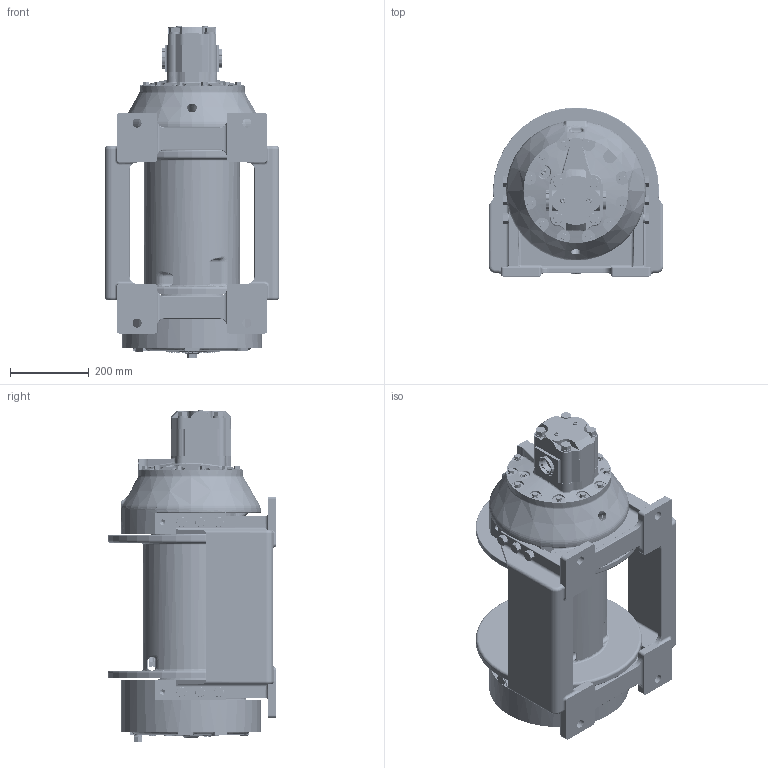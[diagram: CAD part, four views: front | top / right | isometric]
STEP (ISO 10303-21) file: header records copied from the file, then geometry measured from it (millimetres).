
FILE_DESCRIPTION((''),'2;1');
FILE_NAME('TWG-TEMP','2020-10-11T19:11:30',('Administrator'),(''),'CREO PARAMETRIC BY PTC INC, 2019030','CREO PARAMETRIC BY PTC INC, 2019030','');
FILE_SCHEMA(('AUTOMOTIVE_DESIGN { 1 0 10303 214 1 1 1 1 }'));
Length unit declared in the file: inch
Products named in the file (1): TWG-TEMP
Bounding box: 444.5 x 428.61 x 843.58 mm (x, y, z)
Volume: 523.6 mm3; surface area: 3326492.4 mm2
Topology: 1 solids, 180 shells, 5048 faces, 17314 edges, 12108 vertices
Faces by surface type: cylinder 1572, plane 1172, torus 1101, cone 505, bspline 492, extrusion 152, sphere 54
Entity records: 277787 total; most frequent: CARTESIAN_POINT 107234, ORIENTED_EDGE 28051, DIRECTION 24204, EDGE_CURVE 17157, VERTEX_POINT 12108, AXIS2_PLACEMENT_3D 9396, B_SPLINE_CURVE_WITH_KNOTS 7070, VECTOR 5409
